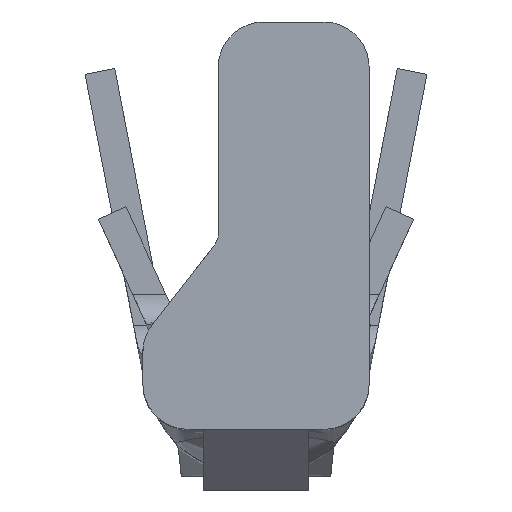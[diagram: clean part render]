
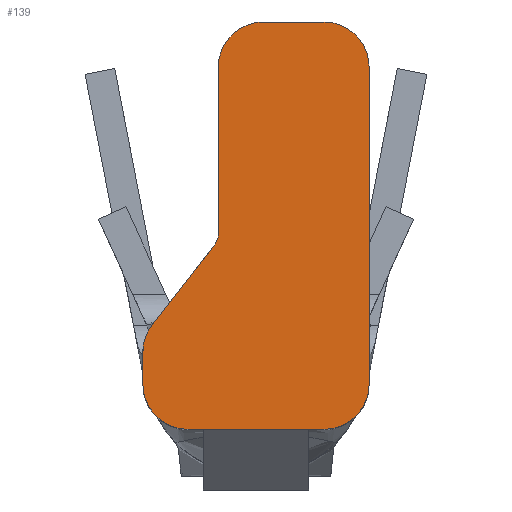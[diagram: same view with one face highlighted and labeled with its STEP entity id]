
A CAD part, top view. The second image highlights one B-rep face of the part: STEP entity #139.
In plain terms, the highlighted planar face has unit normal (0, 0, 1).
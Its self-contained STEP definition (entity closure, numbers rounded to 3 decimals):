
#30=CARTESIAN_POINT('',(-0.6,1.35,0.));
#31=DIRECTION('',(0.,1.,0.));
#32=DIRECTION('',(0.,0.,1.));
#33=AXIS2_PLACEMENT_3D('',#30,#32,#31);
#34=PLANE('',#33);
#35=CARTESIAN_POINT('',(-0.45,0.,0.));
#36=VERTEX_POINT('',#35);
#37=CARTESIAN_POINT('',(0.45,0.,0.));
#38=VERTEX_POINT('',#37);
#39=CARTESIAN_POINT('',(-0.45,0.,0.));
#40=DIRECTION('',(1.,0.,0.));
#41=VECTOR('',#40,0.9);
#42=LINE('',#39,#41);
#43=EDGE_CURVE('',#36,#38,#42,.T.);
#44=ORIENTED_EDGE('',*,*,#43,.T.);
#45=CARTESIAN_POINT('',(0.75,0.3,0.));
#46=VERTEX_POINT('',#45);
#47=CARTESIAN_POINT('',(0.45,0.3,0.));
#48=DIRECTION('',(0.,-1.,0.));
#49=DIRECTION('',(0.,-0.,1.));
#50=AXIS2_PLACEMENT_3D('',#47,#49,#48);
#51=CIRCLE('',#50,0.3);
#52=EDGE_CURVE('',#38,#46,#51,.T.);
#53=ORIENTED_EDGE('',*,*,#52,.T.);
#54=CARTESIAN_POINT('',(0.75,2.4,0.));
#55=VERTEX_POINT('',#54);
#56=CARTESIAN_POINT('',(0.75,0.3,0.));
#57=DIRECTION('',(0.,1.,0.));
#58=VECTOR('',#57,2.1);
#59=LINE('',#56,#58);
#60=EDGE_CURVE('',#46,#55,#59,.T.);
#61=ORIENTED_EDGE('',*,*,#60,.T.);
#62=CARTESIAN_POINT('',(0.45,2.7,0.));
#63=VERTEX_POINT('',#62);
#64=CARTESIAN_POINT('',(0.45,2.4,0.));
#65=DIRECTION('',(1.,0.,0.));
#66=DIRECTION('',(0.,0.,1.));
#67=AXIS2_PLACEMENT_3D('',#64,#66,#65);
#68=CIRCLE('',#67,0.3);
#69=EDGE_CURVE('',#55,#63,#68,.T.);
#70=ORIENTED_EDGE('',*,*,#69,.T.);
#71=CARTESIAN_POINT('',(0.05,2.7,0.));
#72=VERTEX_POINT('',#71);
#73=CARTESIAN_POINT('',(0.45,2.7,0.));
#74=DIRECTION('',(-1.,0.,0.));
#75=VECTOR('',#74,0.4);
#76=LINE('',#73,#75);
#77=EDGE_CURVE('',#63,#72,#76,.T.);
#78=ORIENTED_EDGE('',*,*,#77,.T.);
#79=CARTESIAN_POINT('',(-0.25,2.4,0.));
#80=VERTEX_POINT('',#79);
#81=CARTESIAN_POINT('',(0.05,2.4,0.));
#82=DIRECTION('',(0.,1.,0.));
#83=DIRECTION('',(0.,0.,1.));
#84=AXIS2_PLACEMENT_3D('',#81,#83,#82);
#85=CIRCLE('',#84,0.3);
#86=EDGE_CURVE('',#72,#80,#85,.T.);
#87=ORIENTED_EDGE('',*,*,#86,.T.);
#88=CARTESIAN_POINT('',(-0.25,1.29,0.));
#89=VERTEX_POINT('',#88);
#90=CARTESIAN_POINT('',(-0.25,2.4,0.));
#91=DIRECTION('',(0.,-1.,0.));
#92=VECTOR('',#91,1.11);
#93=LINE('',#90,#92);
#94=EDGE_CURVE('',#80,#89,#93,.T.);
#95=ORIENTED_EDGE('',*,*,#94,.T.);
#96=CARTESIAN_POINT('',(-0.271,1.229,0.));
#97=VERTEX_POINT('',#96);
#98=CARTESIAN_POINT('',(-0.35,1.29,0.));
#99=DIRECTION('',(1.,0.,0.));
#100=DIRECTION('',(-0.,0.,-1.));
#101=AXIS2_PLACEMENT_3D('',#98,#100,#99);
#102=CIRCLE('',#101,0.1);
#103=EDGE_CURVE('',#89,#97,#102,.T.);
#104=ORIENTED_EDGE('',*,*,#103,.T.);
#105=CARTESIAN_POINT('',(-0.687,0.694,0.));
#106=VERTEX_POINT('',#105);
#107=CARTESIAN_POINT('',(-0.271,1.229,0.));
#108=DIRECTION('',(-0.614,-0.789,0.));
#109=VECTOR('',#108,0.677);
#110=LINE('',#107,#109);
#111=EDGE_CURVE('',#97,#106,#110,.T.);
#112=ORIENTED_EDGE('',*,*,#111,.T.);
#113=CARTESIAN_POINT('',(-0.75,0.51,0.));
#114=VERTEX_POINT('',#113);
#115=CARTESIAN_POINT('',(-0.45,0.51,0.));
#116=DIRECTION('',(-0.789,0.614,0.));
#117=DIRECTION('',(0.,0.,1.));
#118=AXIS2_PLACEMENT_3D('',#115,#117,#116);
#119=CIRCLE('',#118,0.3);
#120=EDGE_CURVE('',#106,#114,#119,.T.);
#121=ORIENTED_EDGE('',*,*,#120,.T.);
#122=CARTESIAN_POINT('',(-0.75,0.3,0.));
#123=VERTEX_POINT('',#122);
#124=CARTESIAN_POINT('',(-0.75,0.51,0.));
#125=DIRECTION('',(0.,-1.,0.));
#126=VECTOR('',#125,0.21);
#127=LINE('',#124,#126);
#128=EDGE_CURVE('',#114,#123,#127,.T.);
#129=ORIENTED_EDGE('',*,*,#128,.T.);
#130=CARTESIAN_POINT('',(-0.45,0.3,0.));
#131=DIRECTION('',(-1.,0.,0.));
#132=DIRECTION('',(-0.,0.,1.));
#133=AXIS2_PLACEMENT_3D('',#130,#132,#131);
#134=CIRCLE('',#133,0.3);
#135=EDGE_CURVE('',#123,#36,#134,.T.);
#136=ORIENTED_EDGE('',*,*,#135,.T.);
#137=EDGE_LOOP('',(#44,#53,#61,#70,#78,#87,#95,#104,#112,#121,#129,#136));
#138=FACE_OUTER_BOUND('',#137,.T.);
#139=ADVANCED_FACE('',(#138),#34,.T.);
